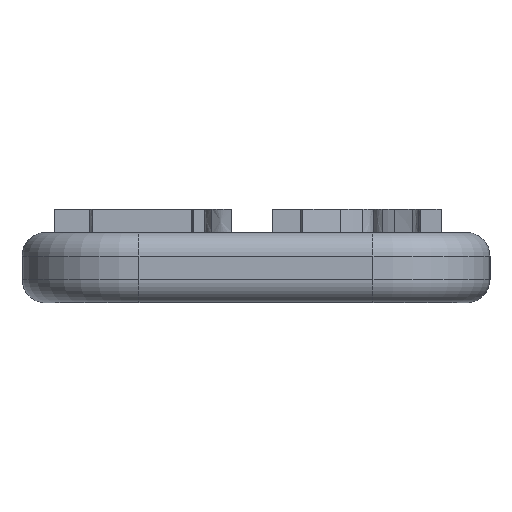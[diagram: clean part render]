
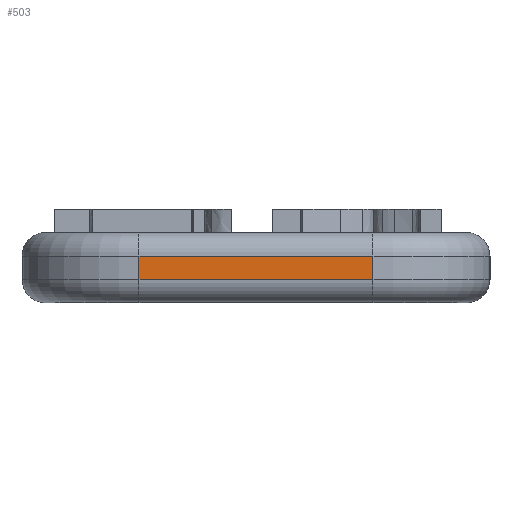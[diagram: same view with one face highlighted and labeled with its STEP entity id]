
A CAD part, left-side view. The second image highlights one B-rep face of the part: STEP entity #503.
In plain terms, the highlighted planar face has unit normal (-1, 0, 0).
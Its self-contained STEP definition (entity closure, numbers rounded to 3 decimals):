
#503=ADVANCED_FACE('',(#3560),#3562,.T.);
#3560=FACE_BOUND('',#3561,.T.);
#3561=EDGE_LOOP('',(#7058,#7059,#7060,#7061));
#3562=PLANE('',#3563);
#3563=AXIS2_PLACEMENT_3D('',#3564,#3565,#3566);
#3564=CARTESIAN_POINT('',(-42.5,10.,0.));
#3565=DIRECTION('',(-1.,0.,0.));
#3566=DIRECTION('',(0.,-1.,0.));
#7058=ORIENTED_EDGE('',*,*,#9023,.T.);
#7059=ORIENTED_EDGE('',*,*,#9024,.T.);
#7060=ORIENTED_EDGE('',*,*,#9025,.F.);
#7061=ORIENTED_EDGE('',*,*,#9026,.F.);
#9023=EDGE_CURVE('',#11341,#11342,#11343,.T.);
#9024=EDGE_CURVE('',#11342,#11344,#11345,.T.);
#9025=EDGE_CURVE('',#11346,#11344,#11347,.T.);
#9026=EDGE_CURVE('',#11341,#11346,#11348,.T.);
#11341=VERTEX_POINT('',#16383);
#11342=VERTEX_POINT('',#16384);
#11343=LINE('',#16385,#16386);
#11344=VERTEX_POINT('',#16388);
#11345=LINE('',#16389,#16390);
#11346=VERTEX_POINT('',#16392);
#11347=LINE('',#16393,#16394);
#11348=LINE('',#16396,#16397);
#16383=CARTESIAN_POINT('',(-42.5,5.,1.));
#16384=CARTESIAN_POINT('',(-42.5,-5.,1.));
#16385=CARTESIAN_POINT('',(-42.5,5.,1.));
#16386=VECTOR('',#16387,1.);
#16387=DIRECTION('',(0.,-1.,0.));
#16388=CARTESIAN_POINT('',(-42.5,-5.,2.));
#16389=CARTESIAN_POINT('',(-42.5,-5.,1.));
#16390=VECTOR('',#16391,1.);
#16391=DIRECTION('',(0.,0.,1.));
#16392=CARTESIAN_POINT('',(-42.5,5.,2.));
#16393=CARTESIAN_POINT('',(-42.5,5.,2.));
#16394=VECTOR('',#16395,1.);
#16395=DIRECTION('',(0.,-1.,0.));
#16396=CARTESIAN_POINT('',(-42.5,5.,1.));
#16397=VECTOR('',#16398,1.);
#16398=DIRECTION('',(0.,0.,1.));
